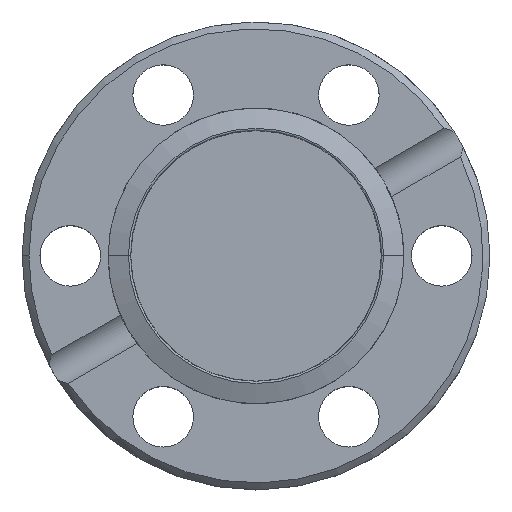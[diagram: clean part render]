
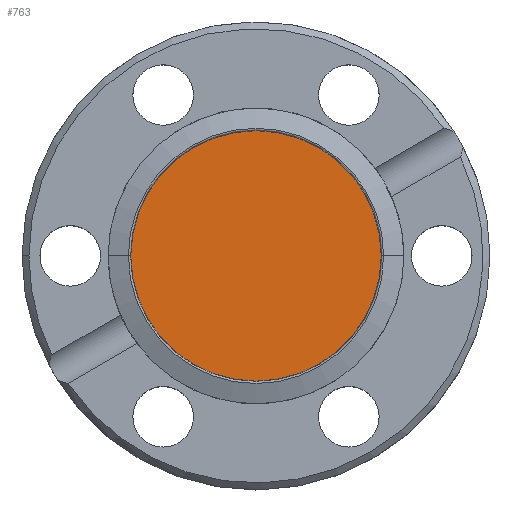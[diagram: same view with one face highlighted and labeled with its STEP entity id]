
A CAD part, top view. The second image highlights one B-rep face of the part: STEP entity #763.
In plain terms, the highlighted planar face has unit normal (0, 0, 1).
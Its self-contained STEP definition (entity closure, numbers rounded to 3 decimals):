
#14 = CARTESIAN_POINT ( 'NONE',  ( 0., 0., -1.2 ) ) ;
#39 = CARTESIAN_POINT ( 'NONE',  ( 9.098, 0., -1.2 ) ) ;
#63 = CARTESIAN_POINT ( 'NONE',  ( -9.098, 0., -1.2 ) ) ;
#80 = CARTESIAN_POINT ( 'NONE',  ( 0., 0., -1.2 ) ) ;
#85 = VERTEX_POINT ( 'NONE', #63 ) ;
#181 = DIRECTION ( 'NONE',  ( 1., 0., 0. ) ) ;
#251 = FACE_OUTER_BOUND ( 'NONE', #906, .T. ) ;
#259 = DIRECTION ( 'NONE',  ( 0., 0., 1. ) ) ;
#296 = EDGE_CURVE ( 'NONE', #85, #863, #688, .T. ) ;
#304 = PLANE ( 'NONE',  #353 ) ;
#316 = EDGE_CURVE ( 'NONE', #863, #85, #978, .T. ) ;
#353 = AXIS2_PLACEMENT_3D ( 'NONE', #14, #1026, #397 ) ;
#397 = DIRECTION ( 'NONE',  ( 1., 0., 0. ) ) ;
#451 = ORIENTED_EDGE ( 'NONE', *, *, #316, .T. ) ;
#452 = ORIENTED_EDGE ( 'NONE', *, *, #296, .T. ) ;
#464 = AXIS2_PLACEMENT_3D ( 'NONE', #896, #259, #984 ) ;
#597 = AXIS2_PLACEMENT_3D ( 'NONE', #80, #781, #181 ) ;
#688 = CIRCLE ( 'NONE', #464, 9.098 ) ;
#763 = ADVANCED_FACE ( 'NONE', ( #251 ), #304, .T. ) ;
#781 = DIRECTION ( 'NONE',  ( 0., 0., 1. ) ) ;
#863 = VERTEX_POINT ( 'NONE', #39 ) ;
#896 = CARTESIAN_POINT ( 'NONE',  ( 0., 0., -1.2 ) ) ;
#906 = EDGE_LOOP ( 'NONE', ( #451, #452 ) ) ;
#978 = CIRCLE ( 'NONE', #597, 9.098 ) ;
#984 = DIRECTION ( 'NONE',  ( 1., 0., 0. ) ) ;
#1026 = DIRECTION ( 'NONE',  ( 0., 0., 1. ) ) ;
